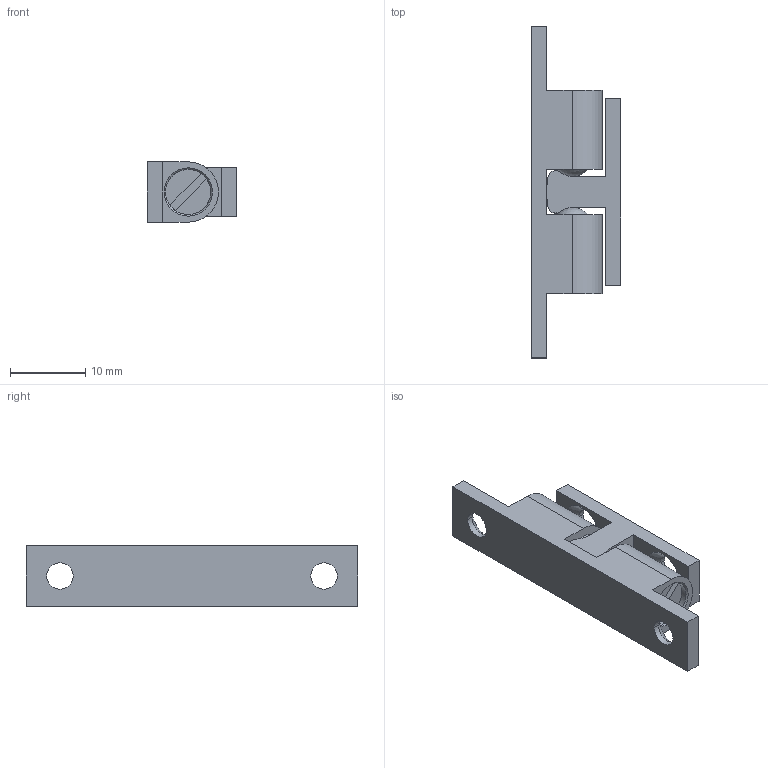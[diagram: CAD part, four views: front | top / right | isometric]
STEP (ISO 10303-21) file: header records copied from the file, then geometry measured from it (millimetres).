
FILE_DESCRIPTION (( 'STEP AP214' ), '1' );
FILE_NAME ('0930461.STEP', '2014-08-18T06:44:04', ( '' ), ( '' ), 'SwSTEP 2.0', 'SolidWorks 2014', '' );
FILE_SCHEMA (( 'AUTOMOTIVE_DESIGN' ));
Length unit declared in the file: millimetre
Products named in the file (4): 0930461-g_093 0461; 0930461-k_kugel 5; 0930461; 0930461-s_093 0461
Assembly tree (4 placements, depth 2):
  0930461
    0930461-s_093 0461
    0930461-g_093 0461
    0930461-k_kugel 5  x2
Bounding box: 11.8 x 44 x 8 mm (x, y, z)
Volume: 2103.2 mm3; surface area: 2398 mm2
Topology: 4 solids, 4 shells, 76 faces, 202 edges, 134 vertices
Faces by surface type: plane 35, cylinder 25, cone 12, sphere 4
Entity records: 2456 total; most frequent: DIRECTION 432, CARTESIAN_POINT 397, ORIENTED_EDGE 380, EDGE_CURVE 190, AXIS2_PLACEMENT_3D 161, VERTEX_POINT 126, LINE 110, VECTOR 110
